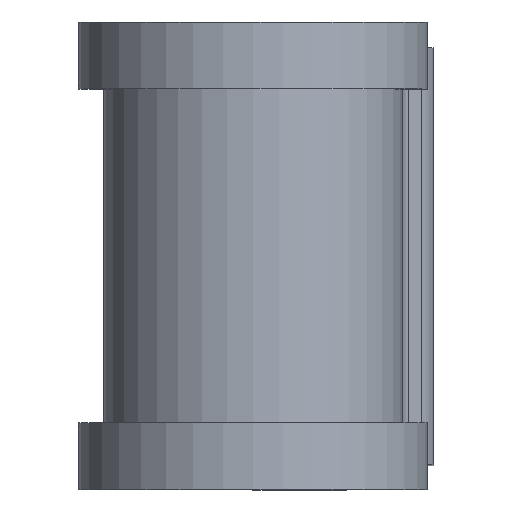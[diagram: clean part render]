
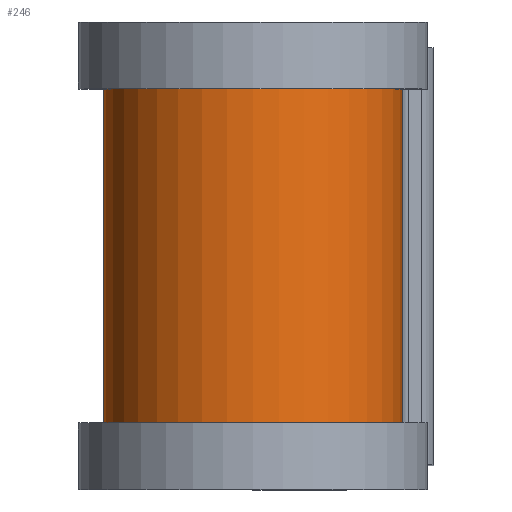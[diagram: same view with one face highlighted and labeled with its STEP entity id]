
A CAD part, top view. The second image highlights one B-rep face of the part: STEP entity #246.
In plain terms, the highlighted cylindrical face has radius 9.093 mm (diameter 18.186 mm), a partial arc.
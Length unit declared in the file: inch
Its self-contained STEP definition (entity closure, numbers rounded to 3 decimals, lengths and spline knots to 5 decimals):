
#2 = AXIS2_PLACEMENT_3D ( 'NONE', #526, #1511, #658 ) ;
#73 = DIRECTION ( 'NONE',  ( 0., -1., 0. ) ) ;
#101 = DIRECTION ( 'NONE',  ( 0., -1., 0. ) ) ;
#131 = LINE ( 'NONE', #536, #147 ) ;
#147 = VECTOR ( 'NONE', #1527, 39.37008 ) ;
#160 = DIRECTION ( 'NONE',  ( 0., 0., -1. ) ) ;
#193 = CYLINDRICAL_SURFACE ( 'NONE', #1677, 0.358 ) ;
#194 = DIRECTION ( 'NONE',  ( 0., 0., -1. ) ) ;
#246 = ADVANCED_FACE ( 'NONE', ( #249 ), #193, .T. ) ;
#249 = FACE_OUTER_BOUND ( 'NONE', #1279, .T. ) ;
#280 = CARTESIAN_POINT ( 'NONE',  ( 0., 0.4, 0. ) ) ;
#327 = AXIS2_PLACEMENT_3D ( 'NONE', #280, #1050, #160 ) ;
#398 = EDGE_CURVE ( 'NONE', #1561, #798, #1061, .T. ) ;
#414 = VERTEX_POINT ( 'NONE', #783 ) ;
#440 = ORIENTED_EDGE ( 'NONE', *, *, #1711, .F. ) ;
#526 = CARTESIAN_POINT ( 'NONE',  ( 0., -0.4, 0. ) ) ;
#536 = CARTESIAN_POINT ( 'NONE',  ( 0., 0.5, -0.358 ) ) ;
#627 = CIRCLE ( 'NONE', #2, 0.358 ) ;
#658 = DIRECTION ( 'NONE',  ( 0., 0., -1. ) ) ;
#687 = CARTESIAN_POINT ( 'NONE',  ( 0., 0.5, 0. ) ) ;
#741 = CARTESIAN_POINT ( 'NONE',  ( 0., 0.4, -0.358 ) ) ;
#766 = LINE ( 'NONE', #828, #1020 ) ;
#783 = CARTESIAN_POINT ( 'NONE',  ( 0., -0.4, -0.358 ) ) ;
#786 = ORIENTED_EDGE ( 'NONE', *, *, #1731, .T. ) ;
#798 = VERTEX_POINT ( 'NONE', #741 ) ;
#828 = CARTESIAN_POINT ( 'NONE',  ( 0.358, 0.5, 0. ) ) ;
#1013 = CARTESIAN_POINT ( 'NONE',  ( 0.358, 0.4, 0. ) ) ;
#1020 = VECTOR ( 'NONE', #101, 39.37008 ) ;
#1050 = DIRECTION ( 'NONE',  ( 0., -1., 0. ) ) ;
#1061 = CIRCLE ( 'NONE', #327, 0.358 ) ;
#1175 = CARTESIAN_POINT ( 'NONE',  ( 0.358, -0.4, 0. ) ) ;
#1279 = EDGE_LOOP ( 'NONE', ( #1692, #1493, #786, #440 ) ) ;
#1319 = EDGE_CURVE ( 'NONE', #1561, #1554, #766, .T. ) ;
#1493 = ORIENTED_EDGE ( 'NONE', *, *, #398, .T. ) ;
#1511 = DIRECTION ( 'NONE',  ( 0., -1., 0. ) ) ;
#1527 = DIRECTION ( 'NONE',  ( 0., -1., 0. ) ) ;
#1554 = VERTEX_POINT ( 'NONE', #1175 ) ;
#1561 = VERTEX_POINT ( 'NONE', #1013 ) ;
#1677 = AXIS2_PLACEMENT_3D ( 'NONE', #687, #73, #194 ) ;
#1692 = ORIENTED_EDGE ( 'NONE', *, *, #1319, .F. ) ;
#1711 = EDGE_CURVE ( 'NONE', #1554, #414, #627, .T. ) ;
#1731 = EDGE_CURVE ( 'NONE', #798, #414, #131, .T. ) ;
